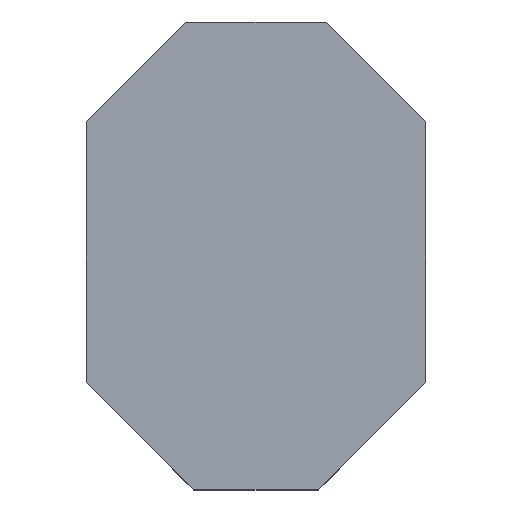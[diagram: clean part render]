
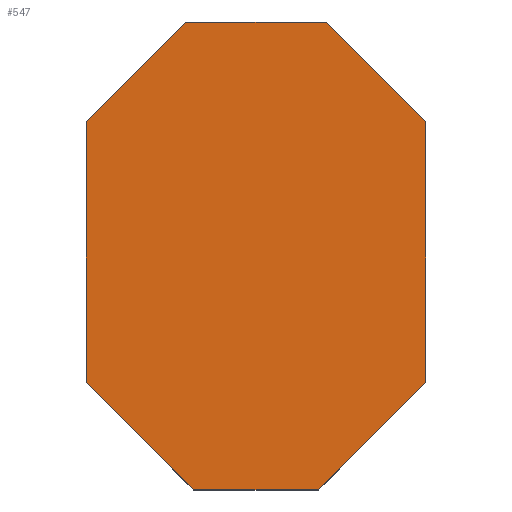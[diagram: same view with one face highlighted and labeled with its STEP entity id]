
A CAD part, top view. The second image highlights one B-rep face of the part: STEP entity #547.
In plain terms, the highlighted planar face has unit normal (0, 0, 1).
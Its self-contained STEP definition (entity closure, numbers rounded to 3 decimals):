
#41=FACE_OUTER_BOUND('',#73,.T.);
#73=EDGE_LOOP('',(#412,#413,#414,#415,#416,#417,#418,#419));
#96=LINE('',#770,#164);
#101=LINE('',#779,#169);
#122=LINE('',#849,#190);
#125=LINE('',#855,#193);
#126=LINE('',#857,#194);
#127=LINE('',#859,#195);
#128=LINE('',#861,#196);
#129=LINE('',#862,#197);
#164=VECTOR('',#625,10.);
#169=VECTOR('',#632,10.);
#190=VECTOR('',#685,10.);
#193=VECTOR('',#690,10.);
#194=VECTOR('',#691,10.);
#195=VECTOR('',#692,10.);
#196=VECTOR('',#693,10.);
#197=VECTOR('',#694,10.);
#231=VERTEX_POINT('',#767);
#232=VERTEX_POINT('',#769);
#235=VERTEX_POINT('',#777);
#256=VERTEX_POINT('',#848);
#258=VERTEX_POINT('',#854);
#259=VERTEX_POINT('',#856);
#260=VERTEX_POINT('',#858);
#261=VERTEX_POINT('',#860);
#279=EDGE_CURVE('',#232,#231,#96,.T.);
#284=EDGE_CURVE('',#235,#231,#101,.T.);
#313=EDGE_CURVE('',#256,#232,#122,.T.);
#316=EDGE_CURVE('',#258,#256,#125,.T.);
#317=EDGE_CURVE('',#235,#259,#126,.T.);
#318=EDGE_CURVE('',#259,#260,#127,.T.);
#319=EDGE_CURVE('',#260,#261,#128,.T.);
#320=EDGE_CURVE('',#261,#258,#129,.T.);
#412=ORIENTED_EDGE('',*,*,#316,.T.);
#413=ORIENTED_EDGE('',*,*,#313,.T.);
#414=ORIENTED_EDGE('',*,*,#279,.T.);
#415=ORIENTED_EDGE('',*,*,#284,.F.);
#416=ORIENTED_EDGE('',*,*,#317,.T.);
#417=ORIENTED_EDGE('',*,*,#318,.T.);
#418=ORIENTED_EDGE('',*,*,#319,.T.);
#419=ORIENTED_EDGE('',*,*,#320,.T.);
#515=PLANE('',#597);
#547=ADVANCED_FACE('',(#41),#515,.T.);
#597=AXIS2_PLACEMENT_3D('',#853,#688,#689);
#625=DIRECTION('',(1.,0.,0.));
#632=DIRECTION('',(-0.707,-0.707,0.));
#685=DIRECTION('',(0.707,-0.707,0.));
#688=DIRECTION('center_axis',(0.,0.,1.));
#689=DIRECTION('ref_axis',(-1.,0.,0.));
#690=DIRECTION('',(0.,-1.,0.));
#691=DIRECTION('',(0.,1.,0.));
#692=DIRECTION('',(-0.707,0.707,0.));
#693=DIRECTION('',(-1.,0.,0.));
#694=DIRECTION('',(-0.707,-0.707,0.));
#767=CARTESIAN_POINT('',(3.121,-14.9,3.2));
#769=CARTESIAN_POINT('',(-3.121,-14.9,3.2));
#770=CARTESIAN_POINT('',(-3.121,-14.9,3.2));
#777=CARTESIAN_POINT('',(8.5,-9.521,3.2));
#779=CARTESIAN_POINT('',(4.766,-13.255,3.2));
#848=CARTESIAN_POINT('',(-8.5,-9.521,3.2));
#849=CARTESIAN_POINT('',(-3.521,-14.5,3.2));
#853=CARTESIAN_POINT('Origin',(0.,0.,3.2));
#854=CARTESIAN_POINT('',(-8.5,3.521,3.2));
#855=CARTESIAN_POINT('',(-8.5,3.521,3.2));
#856=CARTESIAN_POINT('',(8.5,3.521,3.2));
#857=CARTESIAN_POINT('',(8.5,-3.521,3.2));
#858=CARTESIAN_POINT('',(3.521,8.5,3.2));
#859=CARTESIAN_POINT('',(8.5,3.521,3.2));
#860=CARTESIAN_POINT('',(-3.521,8.5,3.2));
#861=CARTESIAN_POINT('',(3.521,8.5,3.2));
#862=CARTESIAN_POINT('',(-3.521,8.5,3.2));
